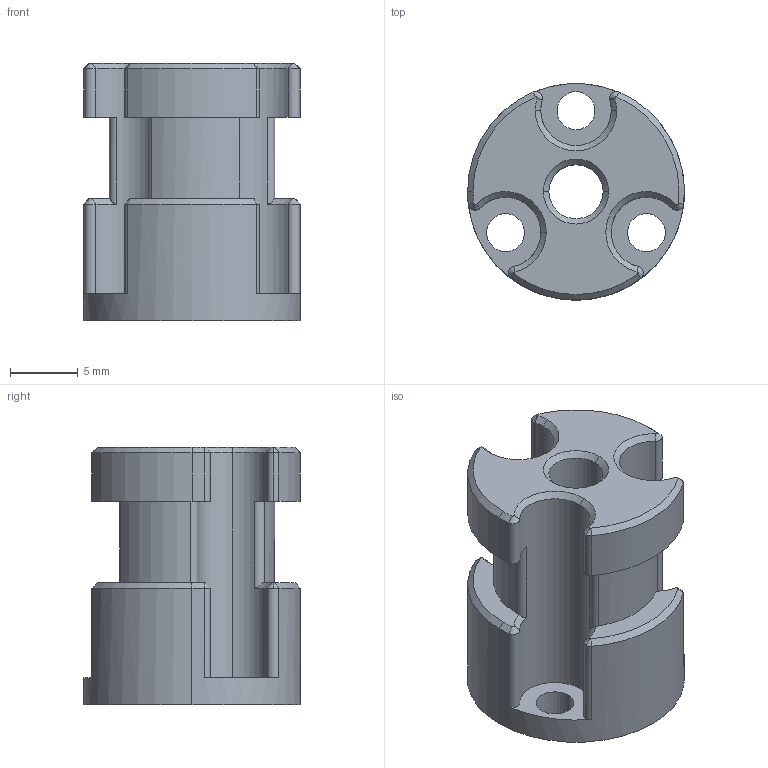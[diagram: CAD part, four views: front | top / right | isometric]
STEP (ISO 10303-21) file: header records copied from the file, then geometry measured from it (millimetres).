
FILE_DESCRIPTION (( 'STEP AP214' ), '1' );
FILE_NAME ('bmg_ad2.STEP', '2024-12-19T04:10:36', ( '' ), ( '' ), 'SwSTEP 2.0', 'SolidWorks 2024', '' );
FILE_SCHEMA (( 'AUTOMOTIVE_DESIGN' ));
Length unit declared in the file: millimetre
Products named in the file (1): bmg_ad2
Bounding box: 16 x 16 x 19 mm (x, y, z)
Volume: 2175.9 mm3; surface area: 1798.5 mm2
Topology: 1 solids, 1 shells, 97 faces, 250 edges, 155 vertices
Faces by surface type: cylinder 47, cone 39, plane 11
Entity records: 3067 total; most frequent: DIRECTION 592, CARTESIAN_POINT 547, ORIENTED_EDGE 500, EDGE_CURVE 250, AXIS2_PLACEMENT_3D 250, VERTEX_POINT 155, CIRCLE 152, EDGE_LOOP 105
